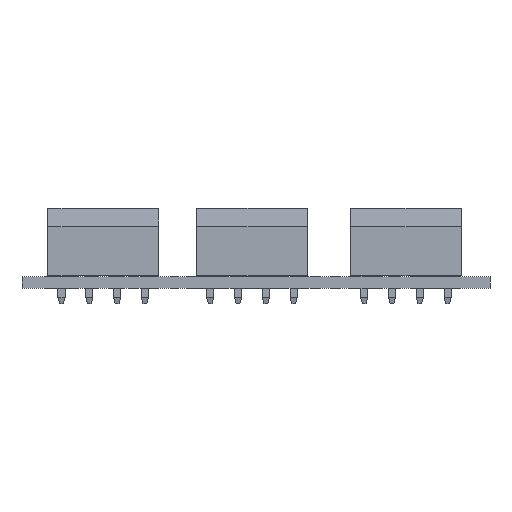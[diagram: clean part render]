
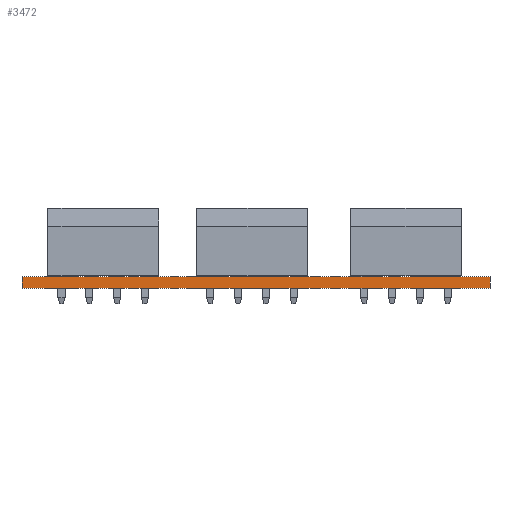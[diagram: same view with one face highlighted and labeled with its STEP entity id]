
A CAD part, front view. The second image highlights one B-rep face of the part: STEP entity #3472.
In plain terms, the highlighted planar face has unit normal (0, -1, 0).
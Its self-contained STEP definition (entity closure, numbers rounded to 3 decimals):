
#3472 = ADVANCED_FACE('',(#3473),#3507,.T.);
#3473 = FACE_BOUND('',#3474,.T.);
#3474 = EDGE_LOOP('',(#3475,#3485,#3493,#3501));
#3475 = ORIENTED_EDGE('',*,*,#3476,.T.);
#3476 = EDGE_CURVE('',#3477,#3479,#3481,.T.);
#3477 = VERTEX_POINT('',#3478);
#3478 = CARTESIAN_POINT('',(181.,-148.25,0.));
#3479 = VERTEX_POINT('',#3480);
#3480 = CARTESIAN_POINT('',(181.,-148.25,1.51));
#3481 = LINE('',#3482,#3483);
#3482 = CARTESIAN_POINT('',(181.,-148.25,0.));
#3483 = VECTOR('',#3484,1.);
#3484 = DIRECTION('',(0.,0.,1.));
#3485 = ORIENTED_EDGE('',*,*,#3486,.T.);
#3486 = EDGE_CURVE('',#3479,#3487,#3489,.T.);
#3487 = VERTEX_POINT('',#3488);
#3488 = CARTESIAN_POINT('',(122.,-148.25,1.51));
#3489 = LINE('',#3490,#3491);
#3490 = CARTESIAN_POINT('',(181.,-148.25,1.51));
#3491 = VECTOR('',#3492,1.);
#3492 = DIRECTION('',(-1.,0.,0.));
#3493 = ORIENTED_EDGE('',*,*,#3494,.F.);
#3494 = EDGE_CURVE('',#3495,#3487,#3497,.T.);
#3495 = VERTEX_POINT('',#3496);
#3496 = CARTESIAN_POINT('',(122.,-148.25,0.));
#3497 = LINE('',#3498,#3499);
#3498 = CARTESIAN_POINT('',(122.,-148.25,0.));
#3499 = VECTOR('',#3500,1.);
#3500 = DIRECTION('',(0.,0.,1.));
#3501 = ORIENTED_EDGE('',*,*,#3502,.F.);
#3502 = EDGE_CURVE('',#3477,#3495,#3503,.T.);
#3503 = LINE('',#3504,#3505);
#3504 = CARTESIAN_POINT('',(181.,-148.25,0.));
#3505 = VECTOR('',#3506,1.);
#3506 = DIRECTION('',(-1.,0.,0.));
#3507 = PLANE('',#3508);
#3508 = AXIS2_PLACEMENT_3D('',#3509,#3510,#3511);
#3509 = CARTESIAN_POINT('',(181.,-148.25,0.));
#3510 = DIRECTION('',(0.,-1.,0.));
#3511 = DIRECTION('',(-1.,0.,0.));
